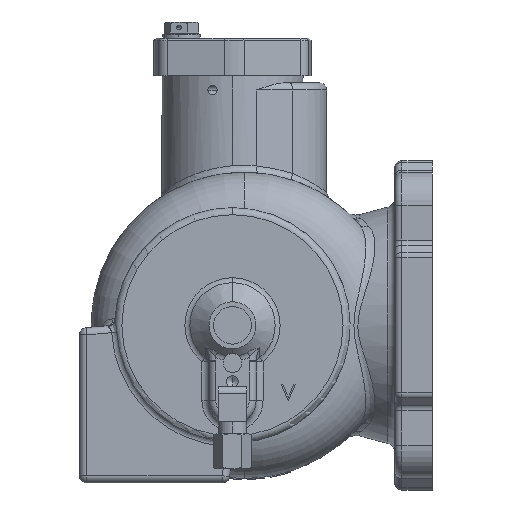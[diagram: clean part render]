
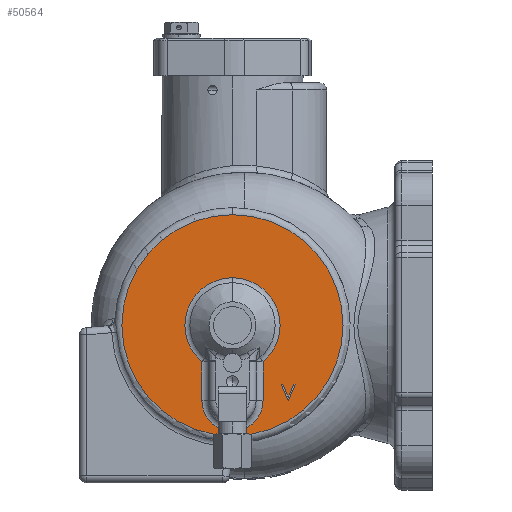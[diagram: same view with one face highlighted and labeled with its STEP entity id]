
A CAD part, left-side view. The second image highlights one B-rep face of the part: STEP entity #50564.
In plain terms, the highlighted planar face has unit normal (-1, 0, 0).
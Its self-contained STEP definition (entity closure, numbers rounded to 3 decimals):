
#165 = CARTESIAN_POINT ( 'NONE',  ( -64., 0., -47. ) ) ;
#269 = CARTESIAN_POINT ( 'NONE',  ( -64., -13., -32. ) ) ;
#299 = CARTESIAN_POINT ( 'NONE',  ( -64., -26.718, -25. ) ) ;
#1438 = CARTESIAN_POINT ( 'NONE',  ( -64., -23.757, -32. ) ) ;
#1439 = DIRECTION ( 'NONE',  ( 0., -0.39, 0.921 ) ) ;
#1466 = CARTESIAN_POINT ( 'NONE',  ( -64., -23.712, -30.516 ) ) ;
#1468 = DIRECTION ( 'NONE',  ( 0., 0.39, 0.921 ) ) ;
#1475 = CARTESIAN_POINT ( 'NONE',  ( -64., -20.706, -25. ) ) ;
#1507 = CARTESIAN_POINT ( 'NONE',  ( -64., 0., -32. ) ) ;
#1515 = DIRECTION ( 'NONE',  ( 1., 0., 0. ) ) ;
#1517 = DIRECTION ( 'NONE',  ( 0., 0., 1. ) ) ;
#1520 = CARTESIAN_POINT ( 'NONE',  ( -64., -26.045, -25. ) ) ;
#1522 = DIRECTION ( 'NONE',  ( 0., 0.39, -0.921 ) ) ;
#1523 = CARTESIAN_POINT ( 'NONE',  ( -64., -23.667, -32. ) ) ;
#1525 = DIRECTION ( 'NONE',  ( 0., -0.39, -0.921 ) ) ;
#1527 = CARTESIAN_POINT ( 'NONE',  ( -64., -13., 0. ) ) ;
#1530 = DIRECTION ( 'NONE',  ( 0., -1., 0. ) ) ;
#1534 = CARTESIAN_POINT ( 'NONE',  ( -64., -21.379, -25. ) ) ;
#1536 = DIRECTION ( 'NONE',  ( 0., 1., 0. ) ) ;
#1538 = CARTESIAN_POINT ( 'NONE',  ( -64., 0., 0. ) ) ;
#1541 = DIRECTION ( 'NONE',  ( 0., 0., -1. ) ) ;
#1544 = DIRECTION ( 'NONE',  ( 1., 0., 0. ) ) ;
#1546 = DIRECTION ( 'NONE',  ( 0., 0., 1. ) ) ;
#9001 = ORIENTED_EDGE ( 'NONE', *, *, #54540, .T. ) ;
#9007 = ORIENTED_EDGE ( 'NONE', *, *, #28037, .T. ) ;
#9139 = VECTOR ( 'NONE', #1522, 1000. ) ;
#9147 = LINE ( 'NONE', #1466, #9149 ) ;
#9149 = VECTOR ( 'NONE', #1468, 1000. ) ;
#9165 = LINE ( 'NONE', #1438, #9167 ) ;
#9167 = VECTOR ( 'NONE', #1439, 1000. ) ;
#9177 = LINE ( 'NONE', #1523, #9192 ) ;
#9179 = LINE ( 'NONE', #1520, #9139 ) ;
#9182 = LINE ( 'NONE', #1527, #9199 ) ;
#9184 = LINE ( 'NONE', #1475, #9188 ) ;
#9186 = CIRCLE ( 'NONE', #15255, 13. ) ;
#9188 = VECTOR ( 'NONE', #1525, 1000. ) ;
#9192 = VECTOR ( 'NONE', #1530, 1000. ) ;
#9195 = LINE ( 'NONE', #1534, #9197 ) ;
#9197 = VECTOR ( 'NONE', #1536, 1000. ) ;
#9199 = VECTOR ( 'NONE', #1541, 1000. ) ;
#9208 = CIRCLE ( 'NONE', #15258, 20.243 ) ;
#9639 = ORIENTED_EDGE ( 'NONE', *, *, #35452, .T. ) ;
#14337 = AXIS2_PLACEMENT_3D ( 'NONE', #43624, #43632, #43633 ) ;
#15255 = AXIS2_PLACEMENT_3D ( 'NONE', #1507, #1515, #1517 ) ;
#15258 = AXIS2_PLACEMENT_3D ( 'NONE', #1538, #1544, #1546 ) ;
#25529 = VERTEX_POINT ( 'NONE', #299 ) ;
#25558 = VERTEX_POINT ( 'NONE', #269 ) ;
#25662 = VERTEX_POINT ( 'NONE', #165 ) ;
#25795 = VERTEX_POINT ( 'NONE', #71212 ) ;
#25828 = VERTEX_POINT ( 'NONE', #71042 ) ;
#25830 = VERTEX_POINT ( 'NONE', #71017 ) ;
#25844 = VERTEX_POINT ( 'NONE', #71046 ) ;
#25872 = VERTEX_POINT ( 'NONE', #71208 ) ;
#25899 = VERTEX_POINT ( 'NONE', #71112 ) ;
#25923 = VERTEX_POINT ( 'NONE', #71089 ) ;
#25961 = VERTEX_POINT ( 'NONE', #71125 ) ;
#25977 = VERTEX_POINT ( 'NONE', #71130 ) ;
#27868 = EDGE_CURVE ( 'NONE', #25662, #25923, #66134, .T. ) ;
#27934 = EDGE_CURVE ( 'NONE', #25529, #25844, #66131, .T. ) ;
#28037 = EDGE_CURVE ( 'NONE', #25795, #25961, #66128, .T. ) ;
#28725 = CARTESIAN_POINT ( 'NONE',  ( -64., -26.718, -25. ) ) ;
#28737 = DIRECTION ( 'NONE',  ( 0., 1., 0. ) ) ;
#28740 = DIRECTION ( 'NONE',  ( -1., 0., 0. ) ) ;
#28741 = DIRECTION ( 'NONE',  ( 0., 0., 1. ) ) ;
#28742 = CARTESIAN_POINT ( 'NONE',  ( -64., 13., 0. ) ) ;
#28743 = CARTESIAN_POINT ( 'NONE',  ( -64., 0., 0. ) ) ;
#28746 = DIRECTION ( 'NONE',  ( 0., 0., 1. ) ) ;
#30796 = CIRCLE ( 'NONE', #68168, 47. ) ;
#35452 = EDGE_CURVE ( 'NONE', #25961, #44034, #67626, .T. ) ;
#35553 = EDGE_CURVE ( 'NONE', #25923, #25662, #30796, .T. ) ;
#39248 = CARTESIAN_POINT ( 'NONE',  ( -64., 0., 0. ) ) ;
#40159 = DIRECTION ( 'NONE',  ( 1., 0., 0. ) ) ;
#40499 = CARTESIAN_POINT ( 'NONE',  ( -64., 0., 0. ) ) ;
#40501 = DIRECTION ( 'NONE',  ( -1., 0., 0. ) ) ;
#40505 = DIRECTION ( 'NONE',  ( 0., 0., 1. ) ) ;
#40627 = DIRECTION ( 'NONE',  ( 0., 0., 1. ) ) ;
#43623 = PLANE ( 'NONE',  #14337 ) ;
#43624 = CARTESIAN_POINT ( 'NONE',  ( -64., 19., 0. ) ) ;
#43632 = DIRECTION ( 'NONE',  ( -1., 0., 0. ) ) ;
#43633 = DIRECTION ( 'NONE',  ( 0., 0., 1. ) ) ;
#44034 = VERTEX_POINT ( 'NONE', #48701 ) ;
#44052 = VERTEX_POINT ( 'NONE', #48719 ) ;
#45779 = ORIENTED_EDGE ( 'NONE', *, *, #54541, .F. ) ;
#45785 = ORIENTED_EDGE ( 'NONE', *, *, #54546, .T. ) ;
#45808 = ORIENTED_EDGE ( 'NONE', *, *, #54534, .F. ) ;
#45810 = ORIENTED_EDGE ( 'NONE', *, *, #54545, .T. ) ;
#45820 = ORIENTED_EDGE ( 'NONE', *, *, #27868, .T. ) ;
#45825 = ORIENTED_EDGE ( 'NONE', *, *, #54544, .F. ) ;
#45827 = ORIENTED_EDGE ( 'NONE', *, *, #35553, .T. ) ;
#45843 = ORIENTED_EDGE ( 'NONE', *, *, #54542, .F. ) ;
#45847 = ORIENTED_EDGE ( 'NONE', *, *, #54543, .F. ) ;
#45854 = ORIENTED_EDGE ( 'NONE', *, *, #54536, .F. ) ;
#45861 = ORIENTED_EDGE ( 'NONE', *, *, #27934, .F. ) ;
#48701 = CARTESIAN_POINT ( 'NONE',  ( -64., 0., 20.243 ) ) ;
#48719 = CARTESIAN_POINT ( 'NONE',  ( -64., -23.757, -32. ) ) ;
#49884 = FACE_OUTER_BOUND ( 'NONE', #64177, .T. ) ;
#49922 = FACE_BOUND ( 'NONE', #64455, .T. ) ;
#49936 = FACE_BOUND ( 'NONE', #64250, .T. ) ;
#50564 = ADVANCED_FACE ( 'NONE', ( #49922, #49884, #49936 ), #43623, .T. ) ;
#54534 = EDGE_CURVE ( 'NONE', #44052, #25529, #9165, .T. ) ;
#54536 = EDGE_CURVE ( 'NONE', #25872, #25830, #9147, .T. ) ;
#54540 = EDGE_CURVE ( 'NONE', #25558, #25795, #9186, .T. ) ;
#54541 = EDGE_CURVE ( 'NONE', #25844, #25872, #9179, .T. ) ;
#54542 = EDGE_CURVE ( 'NONE', #25899, #25977, #9184, .T. ) ;
#54543 = EDGE_CURVE ( 'NONE', #25977, #44052, #9177, .T. ) ;
#54544 = EDGE_CURVE ( 'NONE', #25830, #25899, #9195, .T. ) ;
#54545 = EDGE_CURVE ( 'NONE', #25828, #25558, #9182, .T. ) ;
#54546 = EDGE_CURVE ( 'NONE', #44034, #25828, #9208, .T. ) ;
#64177 = EDGE_LOOP ( 'NONE', ( #45827, #45820 ) ) ;
#64250 = EDGE_LOOP ( 'NONE', ( #45861, #45808, #45847, #45843, #45825, #45854, #45779 ) ) ;
#64455 = EDGE_LOOP ( 'NONE', ( #9001, #9007, #9639, #45785, #45810 ) ) ;
#66082 = VECTOR ( 'NONE', #28737, 1000. ) ;
#66128 = LINE ( 'NONE', #28742, #66137 ) ;
#66131 = LINE ( 'NONE', #28725, #66082 ) ;
#66134 = CIRCLE ( 'NONE', #67830, 47. ) ;
#66137 = VECTOR ( 'NONE', #28746, 1000. ) ;
#67626 = CIRCLE ( 'NONE', #68117, 20.243 ) ;
#67830 = AXIS2_PLACEMENT_3D ( 'NONE', #28743, #28740, #28741 ) ;
#68117 = AXIS2_PLACEMENT_3D ( 'NONE', #39248, #40159, #40627 ) ;
#68168 = AXIS2_PLACEMENT_3D ( 'NONE', #40499, #40501, #40505 ) ;
#71017 = CARTESIAN_POINT ( 'NONE',  ( -64., -21.379, -25. ) ) ;
#71042 = CARTESIAN_POINT ( 'NONE',  ( -64., -13., -15.517 ) ) ;
#71046 = CARTESIAN_POINT ( 'NONE',  ( -64., -26.045, -25. ) ) ;
#71089 = CARTESIAN_POINT ( 'NONE',  ( -64., 0., 47. ) ) ;
#71112 = CARTESIAN_POINT ( 'NONE',  ( -64., -20.706, -25. ) ) ;
#71125 = CARTESIAN_POINT ( 'NONE',  ( -64., 13., -15.517 ) ) ;
#71130 = CARTESIAN_POINT ( 'NONE',  ( -64., -23.667, -32. ) ) ;
#71208 = CARTESIAN_POINT ( 'NONE',  ( -64., -23.712, -30.516 ) ) ;
#71212 = CARTESIAN_POINT ( 'NONE',  ( -64., 13., -32. ) ) ;
